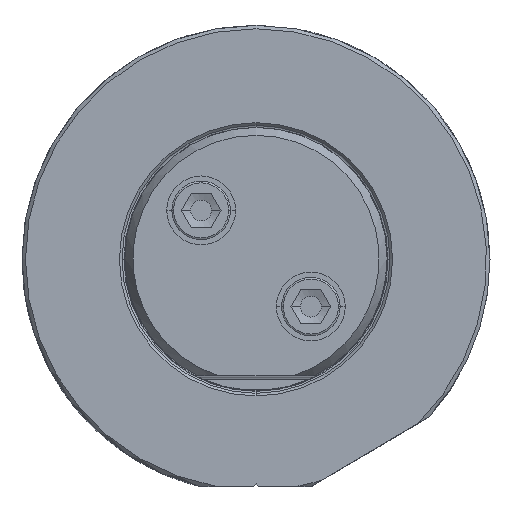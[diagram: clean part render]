
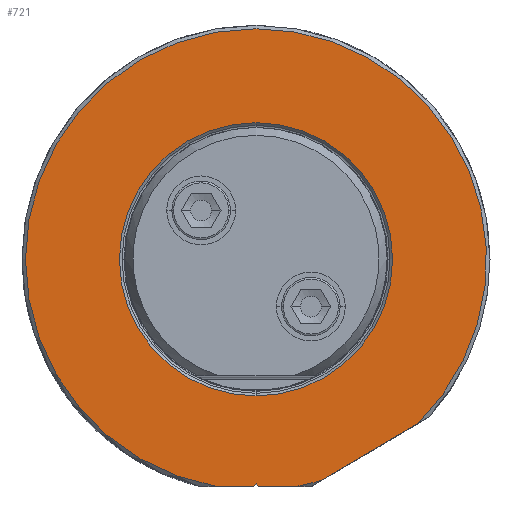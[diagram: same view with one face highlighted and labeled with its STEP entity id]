
A CAD part, top view. The second image highlights one B-rep face of the part: STEP entity #721.
In plain terms, the highlighted planar face has unit normal (0, 0, 1).
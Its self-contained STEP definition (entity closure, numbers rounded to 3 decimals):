
#233=PLANE('',#6283);
#721=ADVANCED_FACE('',(#1024,#1025),#233,.T.);
#1024=FACE_BOUND('',#1198,.T.);
#1025=FACE_BOUND('',#1199,.T.);
#1198=EDGE_LOOP('',(#3488,#3489,#3490,#3491,#3492,#3493,#3494,#3495));
#1199=EDGE_LOOP('',(#3496,#3497));
#1500=CIRCLE('',#6277,33.5);
#1501=CIRCLE('',#6278,33.5);
#1502=CIRCLE('',#6280,33.5);
#1503=CIRCLE('',#6281,19.85);
#1504=CIRCLE('',#6282,19.85);
#1816=LINE('',#12522,#2141);
#1818=LINE('',#12536,#2143);
#1820=LINE('',#12540,#2145);
#1822=LINE('',#12544,#2147);
#1824=LINE('',#12548,#2149);
#2141=VECTOR('',#7292,1.);
#2143=VECTOR('',#7296,1.);
#2145=VECTOR('',#7300,1.);
#2147=VECTOR('',#7304,1.);
#2149=VECTOR('',#7308,1.);
#3488=ORIENTED_EDGE('',*,*,#5418,.T.);
#3489=ORIENTED_EDGE('',*,*,#5336,.T.);
#3490=ORIENTED_EDGE('',*,*,#5417,.T.);
#3491=ORIENTED_EDGE('',*,*,#5416,.T.);
#3492=ORIENTED_EDGE('',*,*,#5346,.F.);
#3493=ORIENTED_EDGE('',*,*,#5344,.T.);
#3494=ORIENTED_EDGE('',*,*,#5342,.T.);
#3495=ORIENTED_EDGE('',*,*,#5340,.F.);
#3496=ORIENTED_EDGE('',*,*,#5419,.T.);
#3497=ORIENTED_EDGE('',*,*,#5420,.T.);
#4635=VERTEX_POINT('',#12521);
#4636=VERTEX_POINT('',#12523);
#4638=VERTEX_POINT('',#12535);
#4639=VERTEX_POINT('',#12537);
#4640=VERTEX_POINT('',#12541);
#4641=VERTEX_POINT('',#12545);
#4642=VERTEX_POINT('',#12549);
#4681=VERTEX_POINT('',#14483);
#4682=VERTEX_POINT('',#14488);
#4683=VERTEX_POINT('',#14489);
#5336=EDGE_CURVE('',#4636,#4635,#1816,.T.);
#5340=EDGE_CURVE('',#4638,#4639,#1818,.T.);
#5342=EDGE_CURVE('',#4640,#4639,#1820,.T.);
#5344=EDGE_CURVE('',#4641,#4640,#1822,.T.);
#5346=EDGE_CURVE('',#4641,#4642,#1824,.T.);
#5416=EDGE_CURVE('',#4681,#4642,#1500,.T.);
#5417=EDGE_CURVE('',#4635,#4681,#1501,.T.);
#5418=EDGE_CURVE('',#4638,#4636,#1502,.T.);
#5419=EDGE_CURVE('',#4682,#4683,#1503,.T.);
#5420=EDGE_CURVE('',#4683,#4682,#1504,.T.);
#6277=AXIS2_PLACEMENT_3D('',#14482,#7406,#7407);
#6278=AXIS2_PLACEMENT_3D('',#14484,#7408,#7409);
#6280=AXIS2_PLACEMENT_3D('',#14486,#7412,#7413);
#6281=AXIS2_PLACEMENT_3D('',#14487,#7414,#7415);
#6282=AXIS2_PLACEMENT_3D('',#14490,#7416,#7417);
#6283=AXIS2_PLACEMENT_3D('',#14491,#7418,#7419);
#7292=DIRECTION('',(0.861,0.508,0.));
#7296=DIRECTION('',(-1.,0.,0.));
#7300=DIRECTION('',(0.707,-0.707,0.));
#7304=DIRECTION('',(0.707,0.707,0.));
#7308=DIRECTION('',(-1.,0.,0.));
#7406=DIRECTION('',(0.,0.,1.));
#7407=DIRECTION('',(0.,1.,0.));
#7408=DIRECTION('',(0.,0.,1.));
#7409=DIRECTION('',(0.702,-0.712,0.));
#7412=DIRECTION('',(0.,0.,1.));
#7413=DIRECTION('',(0.172,-0.985,0.));
#7414=DIRECTION('',(0.,0.,-1.));
#7415=DIRECTION('',(0.,-1.,0.));
#7416=DIRECTION('',(0.,0.,-1.));
#7417=DIRECTION('',(0.,1.,0.));
#7418=DIRECTION('',(0.,0.,1.));
#7419=DIRECTION('',(0.,-1.,0.));
#12521=CARTESIAN_POINT('',(23.51,-23.865,0.));
#12522=CARTESIAN_POINT('',(9.515,-32.12,0.));
#12523=CARTESIAN_POINT('',(9.515,-32.12,0.));
#12535=CARTESIAN_POINT('',(5.766,-33.,0.));
#12536=CARTESIAN_POINT('',(5.766,-33.,0.));
#12537=CARTESIAN_POINT('',(0.354,-33.,0.));
#12540=CARTESIAN_POINT('',(0.,-32.646,0.));
#12541=CARTESIAN_POINT('',(0.,-32.646,0.));
#12544=CARTESIAN_POINT('',(-0.354,-33.,0.));
#12545=CARTESIAN_POINT('',(-0.354,-33.,0.));
#12548=CARTESIAN_POINT('',(-0.354,-33.,0.));
#12549=CARTESIAN_POINT('',(-5.766,-33.,0.));
#14482=CARTESIAN_POINT('',(0.,0.,0.));
#14483=CARTESIAN_POINT('',(0.,33.5,0.));
#14484=CARTESIAN_POINT('',(0.,0.,0.));
#14486=CARTESIAN_POINT('',(0.,0.,0.));
#14487=CARTESIAN_POINT('',(0.,0.,0.));
#14488=CARTESIAN_POINT('',(0.,-19.85,0.));
#14489=CARTESIAN_POINT('',(0.,19.85,0.));
#14490=CARTESIAN_POINT('',(0.,0.,0.));
#14491=CARTESIAN_POINT('',(0.,0.251,0.));
